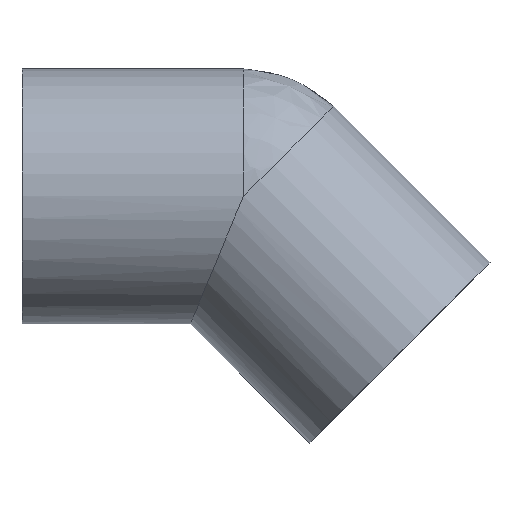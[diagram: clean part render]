
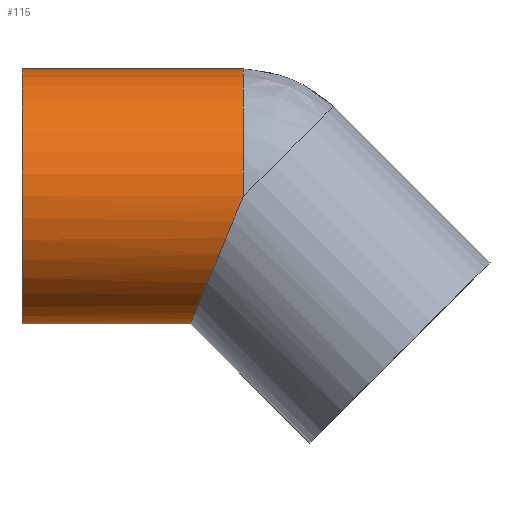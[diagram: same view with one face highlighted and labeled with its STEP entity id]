
A CAD part, top view. The second image highlights one B-rep face of the part: STEP entity #115.
In plain terms, the highlighted cylindrical face has radius 140 mm (diameter 280 mm), a partial arc.
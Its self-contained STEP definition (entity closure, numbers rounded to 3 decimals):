
#87 = VERTEX_POINT( '', #223 );
#95 = VERTEX_POINT( '', #234 );
#107 = EDGE_CURVE( '', #177, #95, #249, .T. );
#115 = ADVANCED_FACE( '', ( #257 ), #258, .T. );
#131 = EDGE_CURVE( '', #87, #177, #275, .T. );
#137 = VERTEX_POINT( '', #281 );
#153 = EDGE_CURVE( '', #87, #179, #299, .T. );
#173 = EDGE_CURVE( '', #137, #179, #321, .T. );
#177 = VERTEX_POINT( '', #325 );
#179 = VERTEX_POINT( '', #327 );
#193 = EDGE_CURVE( '', #95, #137, #341, .T. );
#223 = CARTESIAN_POINT( '', ( 0., -140., 0. ) );
#234 = CARTESIAN_POINT( '', ( 243., 0., 140. ) );
#249 = ELLIPSE( '', #391, 151.535, 140. );
#257 = FACE_OUTER_BOUND( '', #400, .T. );
#258 = CYLINDRICAL_SURFACE( '', #401, 140. );
#275 = LINE( '', #422, #423 );
#281 = CARTESIAN_POINT( '', ( 243., 140., 0. ) );
#299 = CIRCLE( '', #456, 140. );
#321 = LINE( '', #482, #483 );
#325 = CARTESIAN_POINT( '', ( 185.01, -140., 0. ) );
#327 = CARTESIAN_POINT( '', ( 0., 140., 0. ) );
#341 = CIRCLE( '', #509, 140. );
#391 = AXIS2_PLACEMENT_3D( '', #578, #579, #580 );
#400 = EDGE_LOOP( '', ( #585, #586, #587, #588, #589 ) );
#401 = AXIS2_PLACEMENT_3D( '', #590, #591, #592 );
#422 = CARTESIAN_POINT( '', ( 121.5, -140., 0. ) );
#423 = VECTOR( '', #610, 1. );
#456 = AXIS2_PLACEMENT_3D( '', #642, #643, #644 );
#482 = CARTESIAN_POINT( '', ( 121.5, 140., 0. ) );
#483 = VECTOR( '', #672, 1. );
#509 = AXIS2_PLACEMENT_3D( '', #687, #688, #689 );
#578 = CARTESIAN_POINT( '', ( 243., 0., 0. ) );
#579 = DIRECTION( '', ( -0.924, 0.383, 0. ) );
#580 = DIRECTION( '', ( 0.383, 0.924, 0. ) );
#585 = ORIENTED_EDGE( '', *, *, #173, .T. );
#586 = ORIENTED_EDGE( '', *, *, #153, .F. );
#587 = ORIENTED_EDGE( '', *, *, #131, .T. );
#588 = ORIENTED_EDGE( '', *, *, #107, .T. );
#589 = ORIENTED_EDGE( '', *, *, #193, .T. );
#590 = CARTESIAN_POINT( '', ( 121.5, 0., 0. ) );
#591 = DIRECTION( '', ( 1., 0., 0. ) );
#592 = DIRECTION( '', ( 0., 1., 0. ) );
#610 = DIRECTION( '', ( 1., 0., 0. ) );
#642 = CARTESIAN_POINT( '', ( 0., 0., 0. ) );
#643 = DIRECTION( '', ( -1., 0., 0. ) );
#644 = DIRECTION( '', ( 0., 1., 0. ) );
#672 = DIRECTION( '', ( -1., 0., 0. ) );
#687 = CARTESIAN_POINT( '', ( 243., 0., 0. ) );
#688 = DIRECTION( '', ( -1., 0., 0. ) );
#689 = DIRECTION( '', ( 0., 1., 0. ) );
